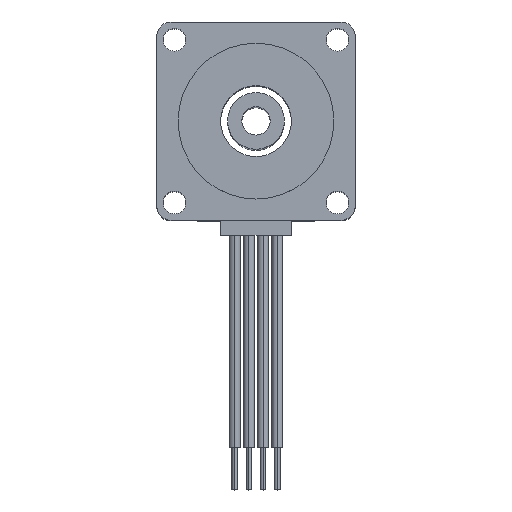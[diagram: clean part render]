
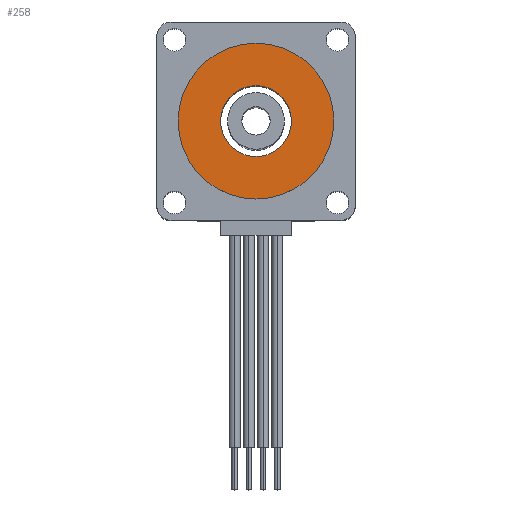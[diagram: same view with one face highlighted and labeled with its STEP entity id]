
A CAD part, top view. The second image highlights one B-rep face of the part: STEP entity #258.
In plain terms, the highlighted planar face has unit normal (0, 0, 1).
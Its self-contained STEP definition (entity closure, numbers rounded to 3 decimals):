
#56 = EDGE_CURVE ( 'NONE', #1841, #2081, #692, .T. ) ;
#255 = CARTESIAN_POINT ( 'NONE',  ( 0., 0., 31.5 ) ) ;
#258 = ADVANCED_FACE ( 'NONE', ( #3693, #546 ), #1966, .T. ) ;
#330 = CIRCLE ( 'NONE', #572, 5.5 ) ;
#332 = DIRECTION ( 'NONE',  ( 1., 0., 0. ) ) ;
#443 = EDGE_CURVE ( 'NONE', #2081, #1841, #1362, .T. ) ;
#546 = FACE_OUTER_BOUND ( 'NONE', #3301, .T. ) ;
#572 = AXIS2_PLACEMENT_3D ( 'NONE', #1926, #763, #1365 ) ;
#601 = VERTEX_POINT ( 'NONE', #2013 ) ;
#619 = DIRECTION ( 'NONE',  ( 0., 0., 1. ) ) ;
#692 = CIRCLE ( 'NONE', #2910, 2.5 ) ;
#763 = DIRECTION ( 'NONE',  ( 0., 0., 1. ) ) ;
#852 = CARTESIAN_POINT ( 'NONE',  ( 2.5, 0., 31.5 ) ) ;
#917 = ORIENTED_EDGE ( 'NONE', *, *, #2773, .T. ) ;
#995 = AXIS2_PLACEMENT_3D ( 'NONE', #255, #1450, #2555 ) ;
#1362 = CIRCLE ( 'NONE', #3460, 2.5 ) ;
#1365 = DIRECTION ( 'NONE',  ( 1., 0., 0. ) ) ;
#1411 = CIRCLE ( 'NONE', #1948, 5.5 ) ;
#1450 = DIRECTION ( 'NONE',  ( 0., 0., 1. ) ) ;
#1485 = CARTESIAN_POINT ( 'NONE',  ( 5.5, 0., 31.5 ) ) ;
#1501 = DIRECTION ( 'NONE',  ( 0., 0., 1. ) ) ;
#1792 = CARTESIAN_POINT ( 'NONE',  ( 0., 0., 31.5 ) ) ;
#1841 = VERTEX_POINT ( 'NONE', #852 ) ;
#1926 = CARTESIAN_POINT ( 'NONE',  ( 0., 0., 31.5 ) ) ;
#1948 = AXIS2_PLACEMENT_3D ( 'NONE', #2169, #3052, #2462 ) ;
#1966 = PLANE ( 'NONE',  #995 ) ;
#1999 = CARTESIAN_POINT ( 'NONE',  ( 0., 0., 31.5 ) ) ;
#2013 = CARTESIAN_POINT ( 'NONE',  ( -5.5, 0., 31.5 ) ) ;
#2065 = DIRECTION ( 'NONE',  ( 1., 0., 0. ) ) ;
#2081 = VERTEX_POINT ( 'NONE', #3531 ) ;
#2169 = CARTESIAN_POINT ( 'NONE',  ( 0., 0., 31.5 ) ) ;
#2355 = EDGE_LOOP ( 'NONE', ( #2752, #2825 ) ) ;
#2462 = DIRECTION ( 'NONE',  ( 1., 0., 0. ) ) ;
#2555 = DIRECTION ( 'NONE',  ( 1., 0., 0. ) ) ;
#2752 = ORIENTED_EDGE ( 'NONE', *, *, #56, .F. ) ;
#2773 = EDGE_CURVE ( 'NONE', #3653, #601, #1411, .T. ) ;
#2825 = ORIENTED_EDGE ( 'NONE', *, *, #443, .F. ) ;
#2910 = AXIS2_PLACEMENT_3D ( 'NONE', #1999, #1501, #332 ) ;
#3040 = ORIENTED_EDGE ( 'NONE', *, *, #3101, .T. ) ;
#3052 = DIRECTION ( 'NONE',  ( 0., 0., 1. ) ) ;
#3101 = EDGE_CURVE ( 'NONE', #601, #3653, #330, .T. ) ;
#3301 = EDGE_LOOP ( 'NONE', ( #3040, #917 ) ) ;
#3460 = AXIS2_PLACEMENT_3D ( 'NONE', #1792, #619, #2065 ) ;
#3531 = CARTESIAN_POINT ( 'NONE',  ( -2.5, 0., 31.5 ) ) ;
#3653 = VERTEX_POINT ( 'NONE', #1485 ) ;
#3693 = FACE_BOUND ( 'NONE', #2355, .T. ) ;
